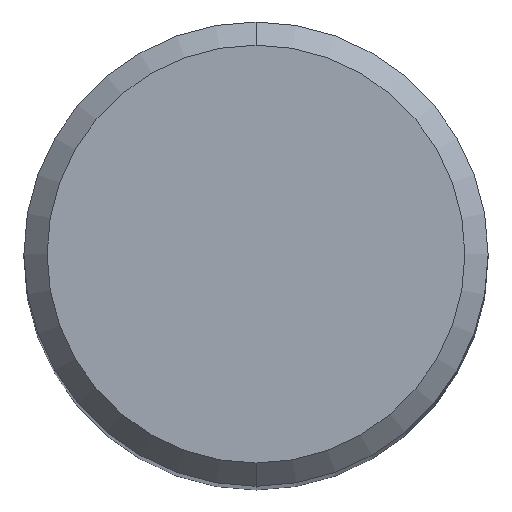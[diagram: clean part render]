
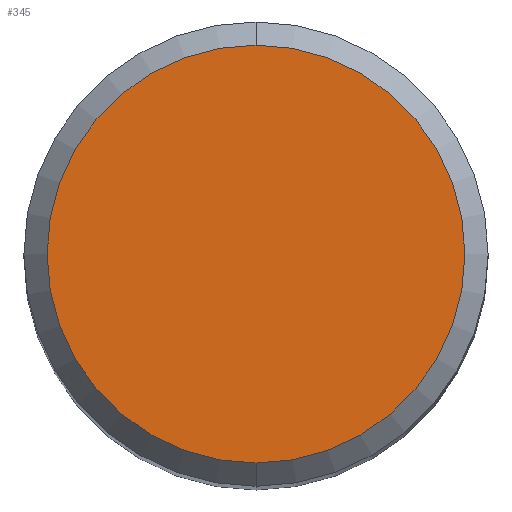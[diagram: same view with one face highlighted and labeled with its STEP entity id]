
A CAD part, top view. The second image highlights one B-rep face of the part: STEP entity #345.
In plain terms, the highlighted planar face has unit normal (0, 0, 1).
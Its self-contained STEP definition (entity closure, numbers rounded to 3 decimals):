
#169=EDGE_CURVE('',#217,#329,#460,.T.);
#217=VERTEX_POINT('',#512);
#329=VERTEX_POINT('',#636);
#345=ADVANCED_FACE('',(#654),#655,.T.);
#403=EDGE_CURVE('',#329,#217,#717,.T.);
#460=CIRCLE('',#772,3.6);
#512=CARTESIAN_POINT('',(0.0,3.6,0.));
#636=CARTESIAN_POINT('',(0.,-3.6,0.));
#654=FACE_OUTER_BOUND('',#1215,.T.);
#655=PLANE('',#1216);
#717=CIRCLE('',#1337,3.6);
#772=AXIS2_PLACEMENT_3D('',#1391,#1392,#1393);
#1215=EDGE_LOOP('',(#1598,#1599));
#1216=AXIS2_PLACEMENT_3D('',#1600,#1601,#1602);
#1337=AXIS2_PLACEMENT_3D('',#1664,#1665,#1666);
#1391=CARTESIAN_POINT('',(0.0,0.0,0.));
#1392=DIRECTION('',(0.0,0.0,-1.0));
#1393=DIRECTION('',(0.0,1.0,0.0));
#1598=ORIENTED_EDGE('',*,*,#169,.F.);
#1599=ORIENTED_EDGE('',*,*,#403,.F.);
#1600=CARTESIAN_POINT('',(0.0,1.8,0.));
#1601=DIRECTION('',(-0.0,0.0,1.0));
#1602=DIRECTION('',(0.0,-1.0,0.0));
#1664=CARTESIAN_POINT('',(0.0,0.0,0.));
#1665=DIRECTION('',(0.0,0.0,-1.0));
#1666=DIRECTION('',(0.0,1.0,0.0));
